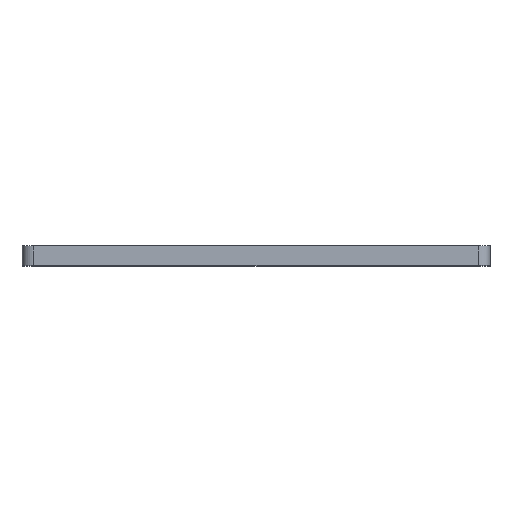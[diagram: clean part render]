
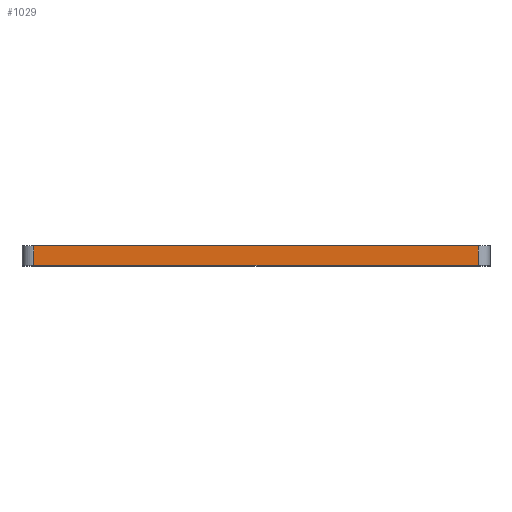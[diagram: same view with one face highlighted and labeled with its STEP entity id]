
A CAD part, top view. The second image highlights one B-rep face of the part: STEP entity #1029.
In plain terms, the highlighted planar face has unit normal (0, 0, 1).
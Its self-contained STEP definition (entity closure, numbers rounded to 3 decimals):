
#82 = CARTESIAN_POINT ( 'NONE',  ( -115., -3., 121. ) ) ;
#90 = PLANE ( 'NONE',  #533 ) ;
#92 = VERTEX_POINT ( 'NONE', #163 ) ;
#94 = DIRECTION ( 'NONE',  ( 0., 0., 1. ) ) ;
#96 = DIRECTION ( 'NONE',  ( 1., 0., 0. ) ) ;
#125 = CARTESIAN_POINT ( 'NONE',  ( 115., -7., 121. ) ) ;
#163 = CARTESIAN_POINT ( 'NONE',  ( 115., 3., 121. ) ) ;
#204 = CARTESIAN_POINT ( 'NONE',  ( -115., 3., 121. ) ) ;
#309 = LINE ( 'NONE', #530, #771 ) ;
#347 = VERTEX_POINT ( 'NONE', #204 ) ;
#348 = DIRECTION ( 'NONE',  ( -1., 0., 0. ) ) ;
#349 = CARTESIAN_POINT ( 'NONE',  ( -115., 3., 121. ) ) ;
#353 = ORIENTED_EDGE ( 'NONE', *, *, #768, .T. ) ;
#364 = FACE_OUTER_BOUND ( 'NONE', #722, .T. ) ;
#384 = ORIENTED_EDGE ( 'NONE', *, *, #954, .T. ) ;
#421 = CARTESIAN_POINT ( 'NONE',  ( -115., -3., 121. ) ) ;
#429 = DIRECTION ( 'NONE',  ( 0., -1., 0. ) ) ;
#487 = VECTOR ( 'NONE', #879, 1000. ) ;
#530 = CARTESIAN_POINT ( 'NONE',  ( 0., -7., 121. ) ) ;
#533 = AXIS2_PLACEMENT_3D ( 'NONE', #82, #94, #96 ) ;
#569 = VERTEX_POINT ( 'NONE', #125 ) ;
#592 = DIRECTION ( 'NONE',  ( 1., 0., 0. ) ) ;
#709 = ORIENTED_EDGE ( 'NONE', *, *, #902, .T. ) ;
#722 = EDGE_LOOP ( 'NONE', ( #709, #384, #831, #353 ) ) ;
#760 = CARTESIAN_POINT ( 'NONE',  ( 115., -3., 121. ) ) ;
#768 = EDGE_CURVE ( 'NONE', #92, #347, #1075, .T. ) ;
#771 = VECTOR ( 'NONE', #592, 1000. ) ;
#831 = ORIENTED_EDGE ( 'NONE', *, *, #834, .T. ) ;
#834 = EDGE_CURVE ( 'NONE', #569, #92, #974, .T. ) ;
#879 = DIRECTION ( 'NONE',  ( 0., 1., 0. ) ) ;
#902 = EDGE_CURVE ( 'NONE', #347, #1114, #1164, .T. ) ;
#954 = EDGE_CURVE ( 'NONE', #1114, #569, #309, .T. ) ;
#974 = LINE ( 'NONE', #760, #487 ) ;
#1029 = ADVANCED_FACE ( 'NONE', ( #364 ), #90, .T. ) ;
#1042 = VECTOR ( 'NONE', #348, 1000. ) ;
#1057 = CARTESIAN_POINT ( 'NONE',  ( -115., -7., 121. ) ) ;
#1075 = LINE ( 'NONE', #349, #1042 ) ;
#1114 = VERTEX_POINT ( 'NONE', #1057 ) ;
#1146 = VECTOR ( 'NONE', #429, 1000. ) ;
#1164 = LINE ( 'NONE', #421, #1146 ) ;
